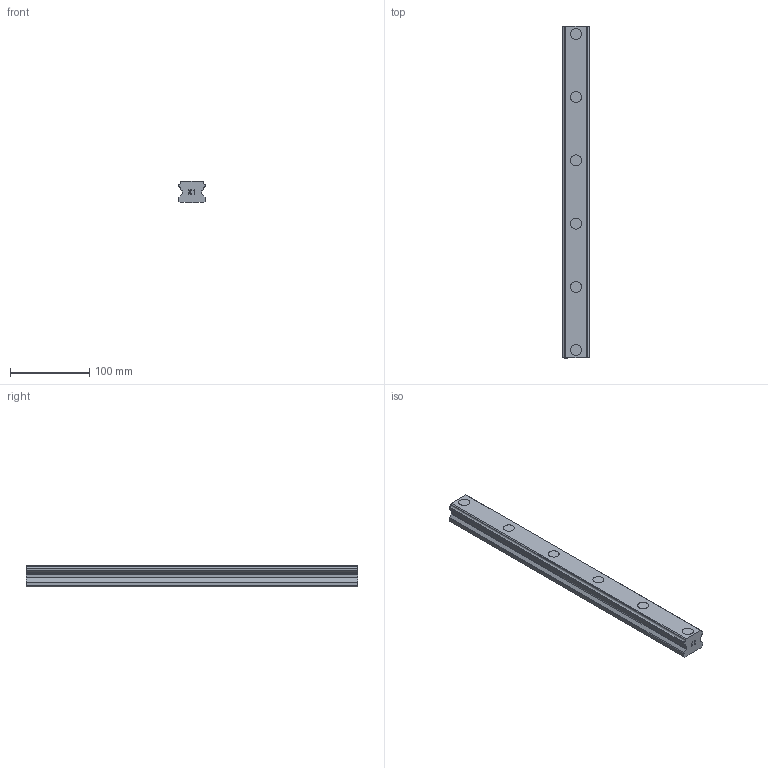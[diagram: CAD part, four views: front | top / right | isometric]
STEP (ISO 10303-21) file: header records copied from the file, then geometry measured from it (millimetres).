
FILE_DESCRIPTION(('STEP AP214'),'1');
FILE_NAME('cctmp_49B6E4E3-E4FF-4BE9-A576-E9BD81FEAABC_2021_02_12_13_19_16_0273..stp','2021-02-12T12:19:16',('HIWIN GmbH'),('CADClick - www.CADClick.com'),'Spatial InterOp 3D',' ','unknown authorization');
FILE_SCHEMA(('AUTOMOTIVE_DESIGN'));
Length unit declared in the file: millimetre
Products named in the file (1): EGR35R420C_FILE
Bounding box: 34 x 420 x 27.5 mm (x, y, z)
Volume: 328729.3 mm3; surface area: 61090.1 mm2
Topology: 1 solids, 1 shells, 161 faces, 411 edges, 274 vertices
Faces by surface type: plane 107, cylinder 54
Entity records: 6185 total; most frequent: CARTESIAN_POINT 847, DIRECTION 843, ORIENTED_EDGE 822, EDGE_CURVE 411, LINE 303, VECTOR 303, VERTEX_POINT 274, AXIS2_PLACEMENT_3D 270
